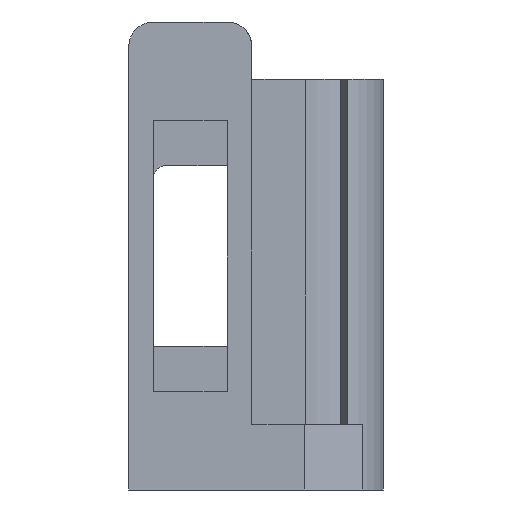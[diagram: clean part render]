
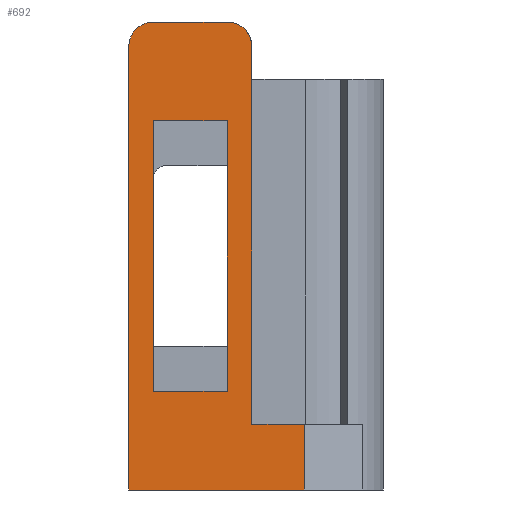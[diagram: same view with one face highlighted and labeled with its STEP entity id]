
A CAD part, left-side view. The second image highlights one B-rep face of the part: STEP entity #692.
In plain terms, the highlighted planar face has unit normal (-1, 0, 0).
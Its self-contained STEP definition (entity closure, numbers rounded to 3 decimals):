
#33 = DIRECTION ( 'NONE',  ( 0., 0., 1. ) ) ;
#46 = EDGE_CURVE ( 'NONE', #2151, #1881, #2331, .T. ) ;
#61 = ORIENTED_EDGE ( 'NONE', *, *, #46, .T. ) ;
#91 = CARTESIAN_POINT ( 'NONE',  ( -17.25, 4.5, 16.5 ) ) ;
#99 = FACE_OUTER_BOUND ( 'NONE', #369, .T. ) ;
#147 = DIRECTION ( 'NONE',  ( 0., -1., 0. ) ) ;
#164 = ORIENTED_EDGE ( 'NONE', *, *, #814, .F. ) ;
#168 = FACE_BOUND ( 'NONE', #2238, .T. ) ;
#185 = LINE ( 'NONE', #1455, #1999 ) ;
#227 = CARTESIAN_POINT ( 'NONE',  ( -17.25, -7.5, 25.5 ) ) ;
#248 = CARTESIAN_POINT ( 'NONE',  ( -17.25, 7.5, 28.5 ) ) ;
#275 = DIRECTION ( 'NONE',  ( 1., 0., 0. ) ) ;
#301 = EDGE_CURVE ( 'NONE', #2408, #1504, #1571, .T. ) ;
#339 = EDGE_CURVE ( 'NONE', #719, #1881, #2393, .T. ) ;
#353 = CARTESIAN_POINT ( 'NONE',  ( -17.25, -13.869, -28.5 ) ) ;
#369 = EDGE_LOOP ( 'NONE', ( #2021, #960, #2116, #1577, #2317, #164, #1970, #1737 ) ) ;
#370 = LINE ( 'NONE', #2207, #762 ) ;
#395 = CIRCLE ( 'NONE', #2284, 3. ) ;
#444 = LINE ( 'NONE', #716, #1927 ) ;
#455 = CARTESIAN_POINT ( 'NONE',  ( -17.25, 4.5, -16.5 ) ) ;
#462 = CARTESIAN_POINT ( 'NONE',  ( -17.25, 7.5, -28.5 ) ) ;
#573 = CARTESIAN_POINT ( 'NONE',  ( -17.25, -7.5, -20.5 ) ) ;
#581 = VECTOR ( 'NONE', #2270, 1000. ) ;
#606 = DIRECTION ( 'NONE',  ( -1., 0., 0. ) ) ;
#646 = VERTEX_POINT ( 'NONE', #455 ) ;
#658 = PLANE ( 'NONE',  #1945 ) ;
#692 = ADVANCED_FACE ( 'NONE', ( #168, #99 ), #658, .F. ) ;
#707 = CIRCLE ( 'NONE', #1305, 3. ) ;
#716 = CARTESIAN_POINT ( 'NONE',  ( -17.25, 4.5, 28.5 ) ) ;
#719 = VERTEX_POINT ( 'NONE', #1788 ) ;
#753 = CARTESIAN_POINT ( 'NONE',  ( -17.25, -13.869, -20.5 ) ) ;
#762 = VECTOR ( 'NONE', #1295, 1000. ) ;
#776 = EDGE_CURVE ( 'NONE', #1207, #2389, #2297, .T. ) ;
#781 = LINE ( 'NONE', #1851, #1703 ) ;
#787 = VECTOR ( 'NONE', #1211, 1000. ) ;
#805 = VERTEX_POINT ( 'NONE', #1285 ) ;
#814 = EDGE_CURVE ( 'NONE', #1504, #2279, #370, .T. ) ;
#875 = VECTOR ( 'NONE', #147, 1000. ) ;
#893 = EDGE_CURVE ( 'NONE', #1207, #805, #707, .T. ) ;
#951 = CARTESIAN_POINT ( 'NONE',  ( -17.25, 4.5, 25.5 ) ) ;
#960 = ORIENTED_EDGE ( 'NONE', *, *, #1025, .T. ) ;
#1025 = EDGE_CURVE ( 'NONE', #2156, #2389, #395, .T. ) ;
#1073 = EDGE_CURVE ( 'NONE', #2279, #805, #1710, .T. ) ;
#1136 = DIRECTION ( 'NONE',  ( 0., 0., -1. ) ) ;
#1166 = CARTESIAN_POINT ( 'NONE',  ( -17.25, -13.869, 13.5 ) ) ;
#1169 = VECTOR ( 'NONE', #1314, 1000. ) ;
#1184 = CARTESIAN_POINT ( 'NONE',  ( -17.25, 4.5, 16.5 ) ) ;
#1207 = VERTEX_POINT ( 'NONE', #1937 ) ;
#1211 = DIRECTION ( 'NONE',  ( 0., 0., 1. ) ) ;
#1285 = CARTESIAN_POINT ( 'NONE',  ( -17.25, 7.5, 25.5 ) ) ;
#1295 = DIRECTION ( 'NONE',  ( 0., 1., 0. ) ) ;
#1305 = AXIS2_PLACEMENT_3D ( 'NONE', #951, #2242, #1136 ) ;
#1306 = DIRECTION ( 'NONE',  ( 0., -1., 0. ) ) ;
#1314 = DIRECTION ( 'NONE',  ( 0., 1., 0. ) ) ;
#1316 = CARTESIAN_POINT ( 'NONE',  ( -17.25, -4.5, 28.5 ) ) ;
#1366 = ORIENTED_EDGE ( 'NONE', *, *, #339, .F. ) ;
#1368 = CARTESIAN_POINT ( 'NONE',  ( -17.25, -4.5, -11. ) ) ;
#1405 = EDGE_CURVE ( 'NONE', #1980, #2156, #185, .T. ) ;
#1455 = CARTESIAN_POINT ( 'NONE',  ( -17.25, -7.5, 21.5 ) ) ;
#1474 = CARTESIAN_POINT ( 'NONE',  ( -17.25, -13.869, 28.5 ) ) ;
#1504 = VERTEX_POINT ( 'NONE', #353 ) ;
#1571 = LINE ( 'NONE', #1166, #581 ) ;
#1577 = ORIENTED_EDGE ( 'NONE', *, *, #893, .T. ) ;
#1594 = DIRECTION ( 'NONE',  ( 0., 0., -1. ) ) ;
#1703 = VECTOR ( 'NONE', #1306, 1000. ) ;
#1710 = LINE ( 'NONE', #248, #787 ) ;
#1712 = CARTESIAN_POINT ( 'NONE',  ( -17.25, -4.5, 25.5 ) ) ;
#1725 = VECTOR ( 'NONE', #2144, 1000. ) ;
#1737 = ORIENTED_EDGE ( 'NONE', *, *, #2369, .F. ) ;
#1788 = CARTESIAN_POINT ( 'NONE',  ( -17.25, -4.5, -16.5 ) ) ;
#1791 = EDGE_CURVE ( 'NONE', #646, #2151, #444, .T. ) ;
#1820 = DIRECTION ( 'NONE',  ( 0., 0., 1. ) ) ;
#1851 = CARTESIAN_POINT ( 'NONE',  ( -17.25, -7.5, -20.5 ) ) ;
#1881 = VERTEX_POINT ( 'NONE', #2026 ) ;
#1884 = VECTOR ( 'NONE', #33, 1000. ) ;
#1890 = EDGE_CURVE ( 'NONE', #719, #646, #2208, .T. ) ;
#1902 = DIRECTION ( 'NONE',  ( 0., 0., -1. ) ) ;
#1927 = VECTOR ( 'NONE', #2009, 1000. ) ;
#1937 = CARTESIAN_POINT ( 'NONE',  ( -17.25, 4.5, 28.5 ) ) ;
#1945 = AXIS2_PLACEMENT_3D ( 'NONE', #2343, #275, #1594 ) ;
#1970 = ORIENTED_EDGE ( 'NONE', *, *, #301, .F. ) ;
#1980 = VERTEX_POINT ( 'NONE', #573 ) ;
#1999 = VECTOR ( 'NONE', #1820, 1000. ) ;
#2009 = DIRECTION ( 'NONE',  ( 0., 0., 1. ) ) ;
#2021 = ORIENTED_EDGE ( 'NONE', *, *, #1405, .T. ) ;
#2026 = CARTESIAN_POINT ( 'NONE',  ( -17.25, -4.5, 16.5 ) ) ;
#2116 = ORIENTED_EDGE ( 'NONE', *, *, #776, .F. ) ;
#2144 = DIRECTION ( 'NONE',  ( 0., -1., 0. ) ) ;
#2151 = VERTEX_POINT ( 'NONE', #1184 ) ;
#2156 = VERTEX_POINT ( 'NONE', #227 ) ;
#2207 = CARTESIAN_POINT ( 'NONE',  ( -17.25, 4.5, -28.5 ) ) ;
#2208 = LINE ( 'NONE', #2231, #1169 ) ;
#2231 = CARTESIAN_POINT ( 'NONE',  ( -17.25, -4.5, -16.5 ) ) ;
#2238 = EDGE_LOOP ( 'NONE', ( #2252, #61, #1366, #2247 ) ) ;
#2242 = DIRECTION ( 'NONE',  ( -1., 0., 0. ) ) ;
#2247 = ORIENTED_EDGE ( 'NONE', *, *, #1890, .T. ) ;
#2252 = ORIENTED_EDGE ( 'NONE', *, *, #1791, .T. ) ;
#2270 = DIRECTION ( 'NONE',  ( 0., 0., -1. ) ) ;
#2279 = VERTEX_POINT ( 'NONE', #462 ) ;
#2284 = AXIS2_PLACEMENT_3D ( 'NONE', #1712, #606, #1902 ) ;
#2297 = LINE ( 'NONE', #1474, #875 ) ;
#2317 = ORIENTED_EDGE ( 'NONE', *, *, #1073, .F. ) ;
#2331 = LINE ( 'NONE', #91, #1725 ) ;
#2343 = CARTESIAN_POINT ( 'NONE',  ( -17.25, 4.5, 13.5 ) ) ;
#2369 = EDGE_CURVE ( 'NONE', #1980, #2408, #781, .T. ) ;
#2389 = VERTEX_POINT ( 'NONE', #1316 ) ;
#2393 = LINE ( 'NONE', #1368, #1884 ) ;
#2408 = VERTEX_POINT ( 'NONE', #753 ) ;
